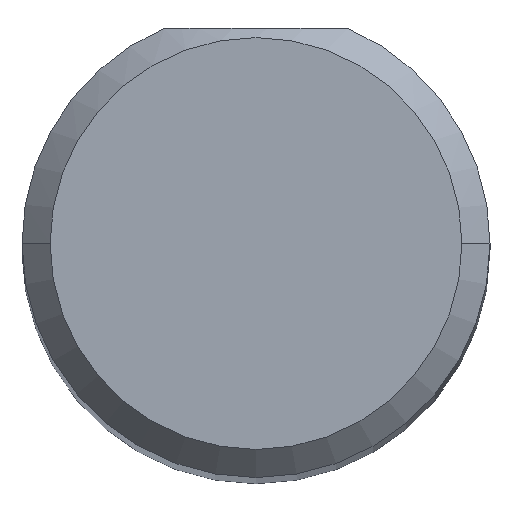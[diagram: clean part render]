
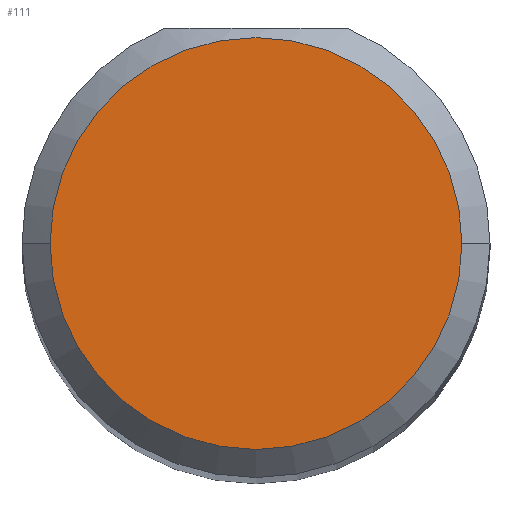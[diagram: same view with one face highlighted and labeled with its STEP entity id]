
A CAD part, top view. The second image highlights one B-rep face of the part: STEP entity #111.
In plain terms, the highlighted planar face has unit normal (0, 0, 1).
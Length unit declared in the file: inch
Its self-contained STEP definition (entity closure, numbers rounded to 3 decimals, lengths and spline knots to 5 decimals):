
#5 = DIRECTION ( 'NONE',  ( 0., 0., -1. ) ) ;
#45 = VERTEX_POINT ( 'NONE', #123 ) ;
#49 = AXIS2_PLACEMENT_3D ( 'NONE', #460, #336, #158 ) ;
#50 = CARTESIAN_POINT ( 'NONE',  ( 0.39, 0., 2.5 ) ) ;
#69 = PLANE ( 'NONE',  #239 ) ;
#73 = DIRECTION ( 'NONE',  ( 0., 0., 1. ) ) ;
#91 = EDGE_CURVE ( 'NONE', #45, #227, #212, .T. ) ;
#96 = CARTESIAN_POINT ( 'NONE',  ( 0.5, 0., 2.5 ) ) ;
#111 = ADVANCED_FACE ( 'NONE', ( #559 ), #69, .T. ) ;
#119 = CIRCLE ( 'NONE', #259, 0.11 ) ;
#123 = CARTESIAN_POINT ( 'NONE',  ( 0.61, 0., 2.5 ) ) ;
#158 = DIRECTION ( 'NONE',  ( -1., 0., 0. ) ) ;
#212 = CIRCLE ( 'NONE', #49, 0.11 ) ;
#227 = VERTEX_POINT ( 'NONE', #50 ) ;
#239 = AXIS2_PLACEMENT_3D ( 'NONE', #422, #73, #553 ) ;
#242 = EDGE_CURVE ( 'NONE', #227, #45, #119, .T. ) ;
#259 = AXIS2_PLACEMENT_3D ( 'NONE', #96, #5, #523 ) ;
#295 = EDGE_LOOP ( 'NONE', ( #463, #547 ) ) ;
#336 = DIRECTION ( 'NONE',  ( 0., 0., -1. ) ) ;
#422 = CARTESIAN_POINT ( 'NONE',  ( 0.5, 0., 2.5 ) ) ;
#460 = CARTESIAN_POINT ( 'NONE',  ( 0.5, 0., 2.5 ) ) ;
#463 = ORIENTED_EDGE ( 'NONE', *, *, #91, .F. ) ;
#523 = DIRECTION ( 'NONE',  ( -1., 0., 0. ) ) ;
#547 = ORIENTED_EDGE ( 'NONE', *, *, #242, .F. ) ;
#553 = DIRECTION ( 'NONE',  ( -1., 0., 0. ) ) ;
#559 = FACE_OUTER_BOUND ( 'NONE', #295, .T. ) ;
